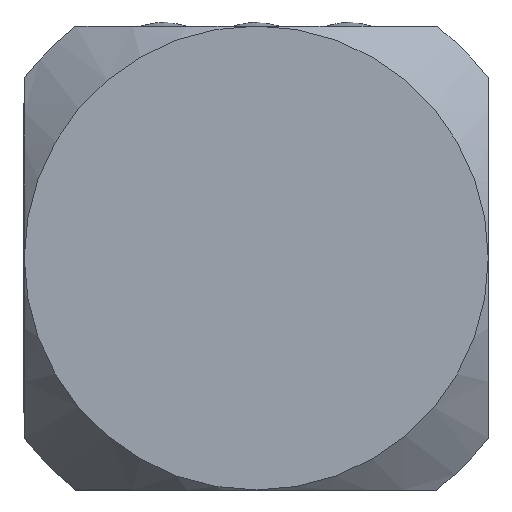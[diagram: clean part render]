
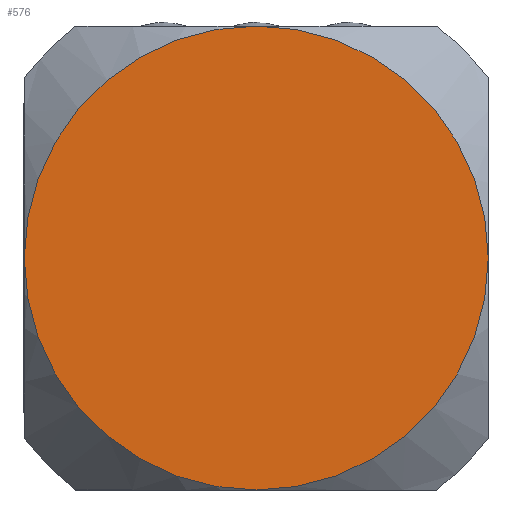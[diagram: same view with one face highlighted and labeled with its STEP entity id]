
A CAD part, front view. The second image highlights one B-rep face of the part: STEP entity #576.
In plain terms, the highlighted planar face has unit normal (0, -1, 0).
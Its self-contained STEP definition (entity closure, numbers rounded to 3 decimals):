
#576 = ADVANCED_FACE( '', ( #1261 ), #1262, .F. );
#1261 = FACE_OUTER_BOUND( '', #2158, .T. );
#1262 = PLANE( '', #2159 );
#2158 = EDGE_LOOP( '', ( #3547, #3548, #3549, #3550 ) );
#2159 = AXIS2_PLACEMENT_3D( '', #3551, #3552, #3553 );
#3547 = ORIENTED_EDGE( '', *, *, #4534, .T. );
#3548 = ORIENTED_EDGE( '', *, *, #4346, .T. );
#3549 = ORIENTED_EDGE( '', *, *, #4371, .T. );
#3550 = ORIENTED_EDGE( '', *, *, #4574, .T. );
#3551 = CARTESIAN_POINT( '', ( 22.5, -41.4, 22.5 ) );
#3552 = DIRECTION( '', ( 0., 1., 0. ) );
#3553 = DIRECTION( '', ( 0., 0., 1. ) );
#4346 = EDGE_CURVE( '', #5125, #5123, #5126, .T. );
#4371 = EDGE_CURVE( '', #5123, #5163, #5165, .T. );
#4534 = EDGE_CURVE( '', #5388, #5125, #5389, .T. );
#4574 = EDGE_CURVE( '', #5163, #5388, #5441, .T. );
#5123 = VERTEX_POINT( '', #6122 );
#5125 = VERTEX_POINT( '', #6139 );
#5126 = CIRCLE( '', #6140, 22.5 );
#5163 = VERTEX_POINT( '', #6196 );
#5165 = CIRCLE( '', #6209, 22.5 );
#5388 = VERTEX_POINT( '', #6514 );
#5389 = CIRCLE( '', #6515, 22.5 );
#5441 = CIRCLE( '', #6609, 22.5 );
#6122 = CARTESIAN_POINT( '', ( 0., -41.4, 22.5 ) );
#6139 = CARTESIAN_POINT( '', ( 22.5, -41.4, 45. ) );
#6140 = AXIS2_PLACEMENT_3D( '', #7149, #7150, #7151 );
#6196 = CARTESIAN_POINT( '', ( 22.5, -41.4, 0. ) );
#6209 = AXIS2_PLACEMENT_3D( '', #7181, #7182, #7183 );
#6514 = CARTESIAN_POINT( '', ( 45., -41.4, 22.5 ) );
#6515 = AXIS2_PLACEMENT_3D( '', #7372, #7373, #7374 );
#6609 = AXIS2_PLACEMENT_3D( '', #7420, #7421, #7422 );
#7149 = CARTESIAN_POINT( '', ( 22.5, -41.4, 22.5 ) );
#7150 = DIRECTION( '', ( 0., -1., 0. ) );
#7151 = DIRECTION( '', ( 0., 0., -1. ) );
#7181 = CARTESIAN_POINT( '', ( 22.5, -41.4, 22.5 ) );
#7182 = DIRECTION( '', ( 0., -1., 0. ) );
#7183 = DIRECTION( '', ( 0., 0., -1. ) );
#7372 = CARTESIAN_POINT( '', ( 22.5, -41.4, 22.5 ) );
#7373 = DIRECTION( '', ( 0., -1., 0. ) );
#7374 = DIRECTION( '', ( 0., 0., -1. ) );
#7420 = CARTESIAN_POINT( '', ( 22.5, -41.4, 22.5 ) );
#7421 = DIRECTION( '', ( 0., -1., 0. ) );
#7422 = DIRECTION( '', ( 0., 0., -1. ) );
